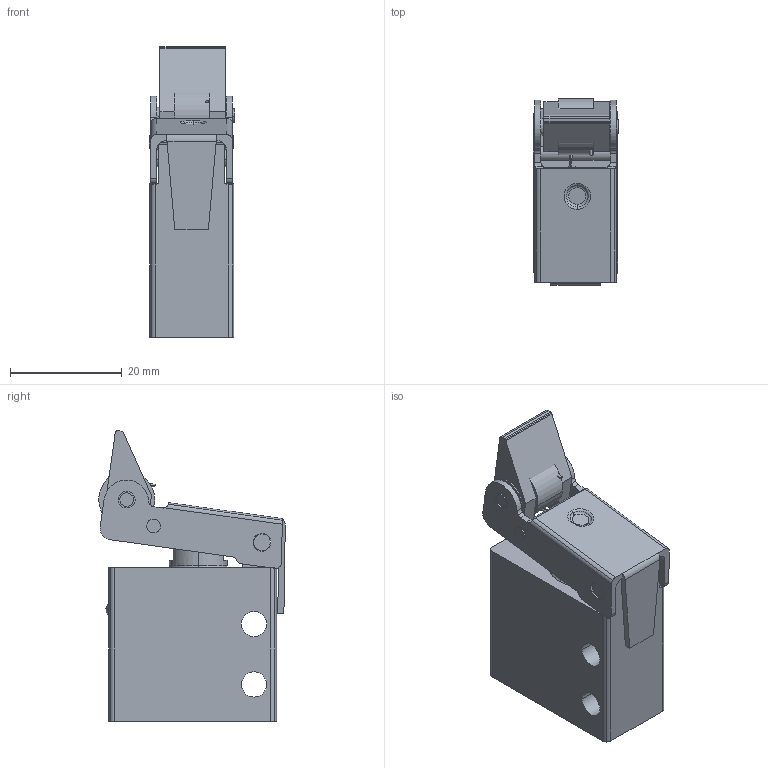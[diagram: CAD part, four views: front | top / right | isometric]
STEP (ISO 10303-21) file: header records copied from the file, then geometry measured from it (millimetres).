
FILE_DESCRIPTION((''),'2;1');
FILE_NAME('08_043_4.stp','2002-12-02T17:05:42',('Branislav Petkovic'),('AZ Pneumatica'),'AutoCAD STEP 2000i','AutoCAD 2000i','Via J. F. Kennedy, 26, 20020 Misinto (MI), ITALY');
FILE_SCHEMA(('CONFIG_CONTROL_DESIGN'));
Length unit declared in the file: millimetre
Products named in the file (11): 08_043_4; 305MR TELO; PART1; PIPAK 304 MA; PART1A; POLUGA SA TROUGLOM; PART2; VALJAK; PIPAK; OSOVINA MANJA; TORSION SPRING - 0.5 X 5.5 X 4.4
Assembly tree (11 placements, depth 3):
  08_043_4
    305MR TELO
      PART1
    PIPAK 304 MA
      PART1A
    POLUGA SA TROUGLOM
      PART2
      VALJAK
      PIPAK
      OSOVINA MANJA  x2
      TORSION SPRING - 0.5 X 5.5 X 4.4
Bounding box: 15.25 x 33.33 x 51.97 mm (x, y, z)
Surface area: 8873.5 mm2 (no closed solid volume)
Topology: 0 solids, 9 shells, 245 faces, 630 edges, 413 vertices
Faces by surface type: cylinder 144, plane 73, bspline 14, cone 10, sphere 2, torus 2
Entity records: 13897 total; most frequent: CARTESIAN_POINT 7792, ORIENTED_EDGE 1242, DIRECTION 1219, EDGE_CURVE 621, AXIS2_PLACEMENT_3D 472, VERTEX_POINT 408, VECTOR 275, LINE 275
